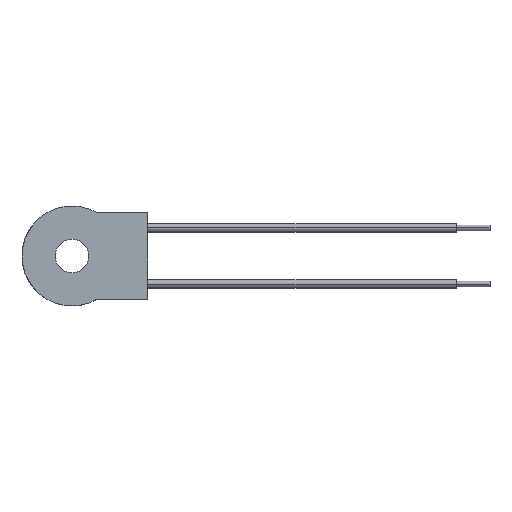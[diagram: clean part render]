
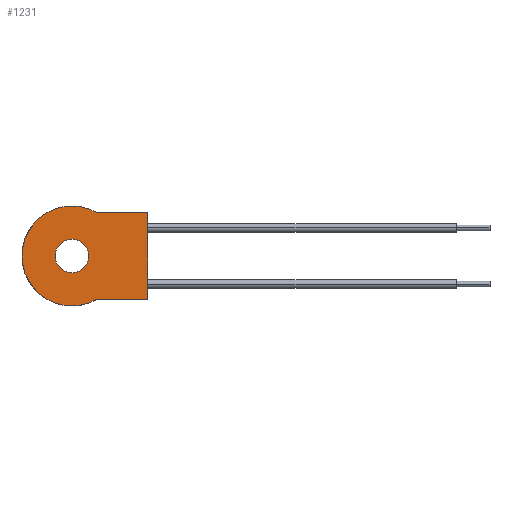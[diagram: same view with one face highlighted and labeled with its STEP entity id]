
A CAD part, top view. The second image highlights one B-rep face of the part: STEP entity #1231.
In plain terms, the highlighted planar face has unit normal (0, 0, 1).
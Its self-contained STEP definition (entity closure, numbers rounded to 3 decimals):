
#41 = CARTESIAN_POINT ( 'NONE',  ( -3., 0., 7.1 ) ) ;
#65 = AXIS2_PLACEMENT_3D ( 'NONE', #791, #2864, #1887 ) ;
#74 = CARTESIAN_POINT ( 'NONE',  ( 13.5, 7.75, 7.1 ) ) ;
#103 = ORIENTED_EDGE ( 'NONE', *, *, #341, .T. ) ;
#278 = ORIENTED_EDGE ( 'NONE', *, *, #2174, .F. ) ;
#279 = DIRECTION ( 'NONE',  ( 0., 0., 1. ) ) ;
#337 = FACE_BOUND ( 'NONE', #2378, .T. ) ;
#341 = EDGE_CURVE ( 'NONE', #1779, #2412, #1209, .T. ) ;
#439 = CARTESIAN_POINT ( 'NONE',  ( 13.5, 0., 7.1 ) ) ;
#490 = CARTESIAN_POINT ( 'NONE',  ( 13.5, 7.75, 7.1 ) ) ;
#499 = EDGE_LOOP ( 'NONE', ( #2153, #1565, #103, #2148, #1294 ) ) ;
#506 = LINE ( 'NONE', #439, #2890 ) ;
#526 = CIRCLE ( 'NONE', #1221, 8.9 ) ;
#528 = EDGE_CURVE ( 'NONE', #2626, #1742, #554, .T. ) ;
#548 = AXIS2_PLACEMENT_3D ( 'NONE', #871, #1801, #1543 ) ;
#554 = LINE ( 'NONE', #612, #639 ) ;
#564 = VERTEX_POINT ( 'NONE', #74 ) ;
#567 = CARTESIAN_POINT ( 'NONE',  ( -8.9, 0., 7.1 ) ) ;
#600 = DIRECTION ( 'NONE',  ( 1., 0., 0. ) ) ;
#612 = CARTESIAN_POINT ( 'NONE',  ( 13.5, -7.75, 7.1 ) ) ;
#632 = VERTEX_POINT ( 'NONE', #41 ) ;
#639 = VECTOR ( 'NONE', #600, 1000. ) ;
#739 = DIRECTION ( 'NONE',  ( 0., 0., 1. ) ) ;
#744 = FACE_OUTER_BOUND ( 'NONE', #499, .T. ) ;
#791 = CARTESIAN_POINT ( 'NONE',  ( 0., 0., 7.1 ) ) ;
#809 = PLANE ( 'NONE',  #65 ) ;
#820 = CARTESIAN_POINT ( 'NONE',  ( 3., 0., 7.1 ) ) ;
#849 = CARTESIAN_POINT ( 'NONE',  ( 4.376, 7.75, 7.1 ) ) ;
#871 = CARTESIAN_POINT ( 'NONE',  ( 0., 0., 7.1 ) ) ;
#895 = DIRECTION ( 'NONE',  ( 0., 1., 0. ) ) ;
#968 = AXIS2_PLACEMENT_3D ( 'NONE', #1683, #977, #2571 ) ;
#977 = DIRECTION ( 'NONE',  ( 0., 0., 1. ) ) ;
#1044 = DIRECTION ( 'NONE',  ( -1., 0., 0. ) ) ;
#1209 = CIRCLE ( 'NONE', #968, 8.9 ) ;
#1221 = AXIS2_PLACEMENT_3D ( 'NONE', #2547, #279, #1870 ) ;
#1231 = ADVANCED_FACE ( 'NONE', ( #744, #337 ), #809, .T. ) ;
#1294 = ORIENTED_EDGE ( 'NONE', *, *, #528, .T. ) ;
#1390 = CARTESIAN_POINT ( 'NONE',  ( 4.376, -7.75, 7.1 ) ) ;
#1423 = EDGE_CURVE ( 'NONE', #632, #1871, #2289, .T. ) ;
#1543 = DIRECTION ( 'NONE',  ( 1., 0., 0. ) ) ;
#1565 = ORIENTED_EDGE ( 'NONE', *, *, #1602, .T. ) ;
#1602 = EDGE_CURVE ( 'NONE', #564, #1779, #1898, .T. ) ;
#1631 = CARTESIAN_POINT ( 'NONE',  ( 13.5, -7.75, 7.1 ) ) ;
#1683 = CARTESIAN_POINT ( 'NONE',  ( 0., 0., 7.1 ) ) ;
#1742 = VERTEX_POINT ( 'NONE', #1631 ) ;
#1779 = VERTEX_POINT ( 'NONE', #849 ) ;
#1801 = DIRECTION ( 'NONE',  ( 0., 0., 1. ) ) ;
#1855 = CIRCLE ( 'NONE', #2483, 3. ) ;
#1870 = DIRECTION ( 'NONE',  ( 1., 0., 0. ) ) ;
#1871 = VERTEX_POINT ( 'NONE', #820 ) ;
#1887 = DIRECTION ( 'NONE',  ( 1., 0., 0. ) ) ;
#1898 = LINE ( 'NONE', #490, #2475 ) ;
#2056 = EDGE_CURVE ( 'NONE', #1742, #564, #506, .T. ) ;
#2141 = ORIENTED_EDGE ( 'NONE', *, *, #1423, .F. ) ;
#2148 = ORIENTED_EDGE ( 'NONE', *, *, #2693, .T. ) ;
#2153 = ORIENTED_EDGE ( 'NONE', *, *, #2056, .T. ) ;
#2174 = EDGE_CURVE ( 'NONE', #1871, #632, #1855, .T. ) ;
#2289 = CIRCLE ( 'NONE', #548, 3. ) ;
#2378 = EDGE_LOOP ( 'NONE', ( #2141, #278 ) ) ;
#2412 = VERTEX_POINT ( 'NONE', #567 ) ;
#2475 = VECTOR ( 'NONE', #1044, 1000. ) ;
#2483 = AXIS2_PLACEMENT_3D ( 'NONE', #2541, #739, #2512 ) ;
#2512 = DIRECTION ( 'NONE',  ( 1., 0., 0. ) ) ;
#2541 = CARTESIAN_POINT ( 'NONE',  ( 0., 0., 7.1 ) ) ;
#2547 = CARTESIAN_POINT ( 'NONE',  ( 0., 0., 7.1 ) ) ;
#2571 = DIRECTION ( 'NONE',  ( 1., 0., 0. ) ) ;
#2626 = VERTEX_POINT ( 'NONE', #1390 ) ;
#2693 = EDGE_CURVE ( 'NONE', #2412, #2626, #526, .T. ) ;
#2864 = DIRECTION ( 'NONE',  ( 0., 0., 1. ) ) ;
#2890 = VECTOR ( 'NONE', #895, 1000. ) ;
